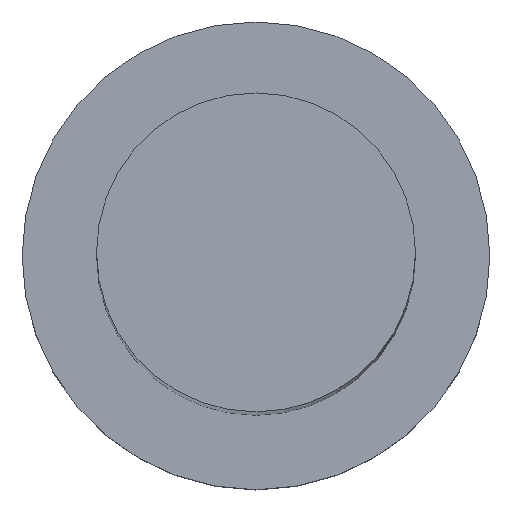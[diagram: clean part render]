
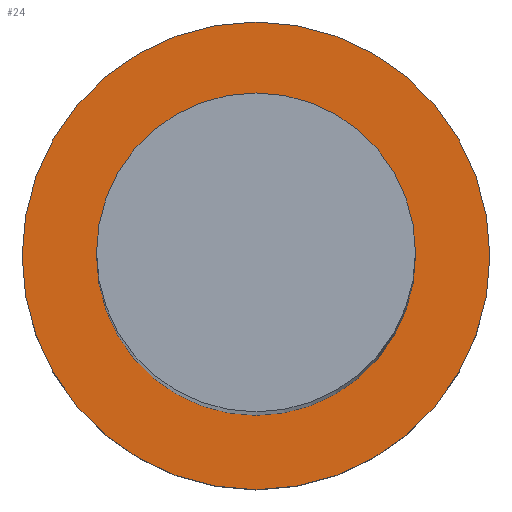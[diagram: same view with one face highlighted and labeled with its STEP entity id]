
A CAD part, top view. The second image highlights one B-rep face of the part: STEP entity #24.
In plain terms, the highlighted planar face has unit normal (0, 0, 1).
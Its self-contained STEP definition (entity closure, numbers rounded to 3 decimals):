
#12 = DIRECTION ( 'NONE',  ( 0., 0., 1. ) ) ;
#13 = CIRCLE ( 'NONE', #235, 7.5 ) ;
#15 = AXIS2_PLACEMENT_3D ( 'NONE', #200, #220, #198 ) ;
#23 = VERTEX_POINT ( 'NONE', #84 ) ;
#24 = ADVANCED_FACE ( 'NONE', ( #86, #162 ), #72, .T. ) ;
#33 = AXIS2_PLACEMENT_3D ( 'NONE', #148, #80, #39 ) ;
#39 = DIRECTION ( 'NONE',  ( 1., 0., 0. ) ) ;
#41 = ORIENTED_EDGE ( 'NONE', *, *, #128, .T. ) ;
#45 = EDGE_LOOP ( 'NONE', ( #41, #115 ) ) ;
#48 = CIRCLE ( 'NONE', #209, 11. ) ;
#49 = CARTESIAN_POINT ( 'NONE',  ( 11., 0., 7. ) ) ;
#59 = VERTEX_POINT ( 'NONE', #231 ) ;
#72 = PLANE ( 'NONE',  #166 ) ;
#73 = DIRECTION ( 'NONE',  ( 1., 0., 0. ) ) ;
#79 = CIRCLE ( 'NONE', #15, 7.5 ) ;
#80 = DIRECTION ( 'NONE',  ( 0., 0., 1. ) ) ;
#82 = EDGE_LOOP ( 'NONE', ( #118, #140 ) ) ;
#84 = CARTESIAN_POINT ( 'NONE',  ( -11., 0., 7. ) ) ;
#86 = FACE_BOUND ( 'NONE', #82, .T. ) ;
#88 = DIRECTION ( 'NONE',  ( 1., 0., 0. ) ) ;
#93 = CIRCLE ( 'NONE', #33, 11. ) ;
#115 = ORIENTED_EDGE ( 'NONE', *, *, #244, .T. ) ;
#117 = EDGE_CURVE ( 'NONE', #121, #59, #13, .T. ) ;
#118 = ORIENTED_EDGE ( 'NONE', *, *, #160, .F. ) ;
#121 = VERTEX_POINT ( 'NONE', #132 ) ;
#128 = EDGE_CURVE ( 'NONE', #23, #153, #93, .T. ) ;
#131 = CARTESIAN_POINT ( 'NONE',  ( 0., 0., 7. ) ) ;
#132 = CARTESIAN_POINT ( 'NONE',  ( 7.5, 0., 7. ) ) ;
#140 = ORIENTED_EDGE ( 'NONE', *, *, #117, .F. ) ;
#144 = CARTESIAN_POINT ( 'NONE',  ( 0., 0., 7. ) ) ;
#148 = CARTESIAN_POINT ( 'NONE',  ( 0., 0., 7. ) ) ;
#153 = VERTEX_POINT ( 'NONE', #49 ) ;
#160 = EDGE_CURVE ( 'NONE', #59, #121, #79, .T. ) ;
#162 = FACE_OUTER_BOUND ( 'NONE', #45, .T. ) ;
#165 = DIRECTION ( 'NONE',  ( 1., 0., 0. ) ) ;
#166 = AXIS2_PLACEMENT_3D ( 'NONE', #144, #12, #88 ) ;
#172 = DIRECTION ( 'NONE',  ( 0., 0., 1. ) ) ;
#198 = DIRECTION ( 'NONE',  ( 1., 0., 0. ) ) ;
#200 = CARTESIAN_POINT ( 'NONE',  ( 0., 0., 7. ) ) ;
#202 = CARTESIAN_POINT ( 'NONE',  ( 0., 0., 7. ) ) ;
#209 = AXIS2_PLACEMENT_3D ( 'NONE', #202, #225, #73 ) ;
#220 = DIRECTION ( 'NONE',  ( 0., 0., 1. ) ) ;
#225 = DIRECTION ( 'NONE',  ( 0., 0., 1. ) ) ;
#231 = CARTESIAN_POINT ( 'NONE',  ( -7.5, 0., 7. ) ) ;
#235 = AXIS2_PLACEMENT_3D ( 'NONE', #131, #172, #165 ) ;
#244 = EDGE_CURVE ( 'NONE', #153, #23, #48, .T. ) ;
